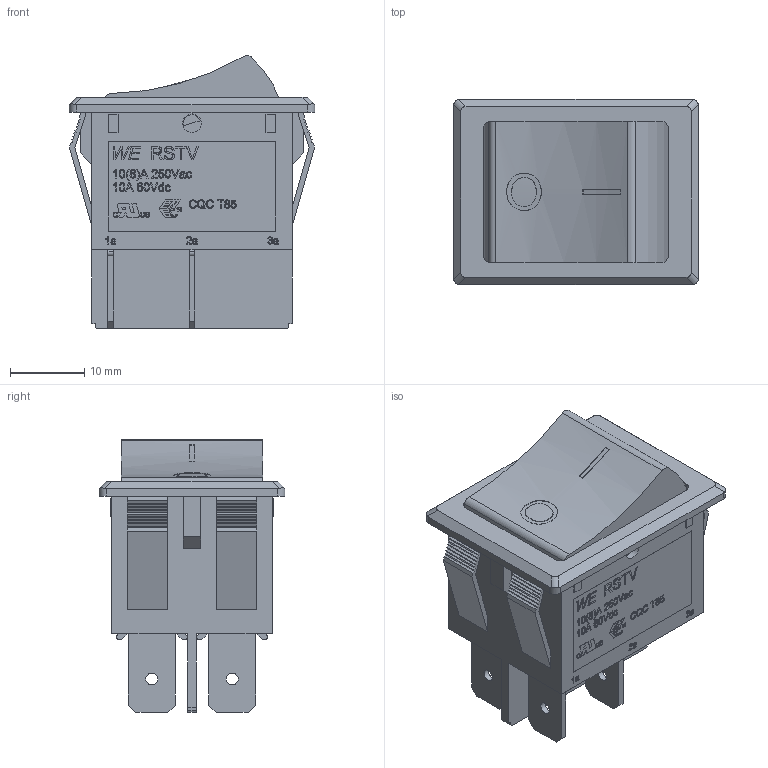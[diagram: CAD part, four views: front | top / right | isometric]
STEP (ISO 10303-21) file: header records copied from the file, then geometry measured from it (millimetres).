
FILE_DESCRIPTION(/* description */ ('Unknown'),/* implementation_level */ '2;1');
FILE_NAME(/* name */ '471018264152',/* time_stamp */ '2022-05-12T12:19:55+02:00',/* author */ ('Unknown'),/* organization */ ('Unknown'),/* preprocessor_version */ 'ST-DEVELOPER v16.7',/* originating_system */ 'Solid Edge',/* authorisation */ 'Unknown');
FILE_SCHEMA (('AUTOMOTIVE_DESIGN {1 0 10303 214 3 1 1}'));
Length unit declared in the file: millimetre
Products named in the file (4): 471018264153; Frame; Actuator; Terminal
Assembly tree (6 placements, depth 2):
  471018264153
    Frame
    Actuator
    Terminal  x4
Bounding box: 33 x 25 x 36.7 mm (x, y, z)
Volume: 7786.4 mm3; surface area: 9053.2 mm2
Topology: 6 solids, 6 shells, 1017 faces, 2664 edges, 1778 vertices
Faces by surface type: plane 759, bspline 183, cylinder 75
Full cylindrical faces by diameter (mm): 1.6 x4, 2.5 x2
Entity records: 38087 total; most frequent: CARTESIAN_POINT 15709, ORIENTED_EDGE 5032, DIRECTION 3449, EDGE_CURVE 2516, VERTEX_POINT 1694, LINE 1617, VECTOR 1617, EDGE_LOOP 1142
